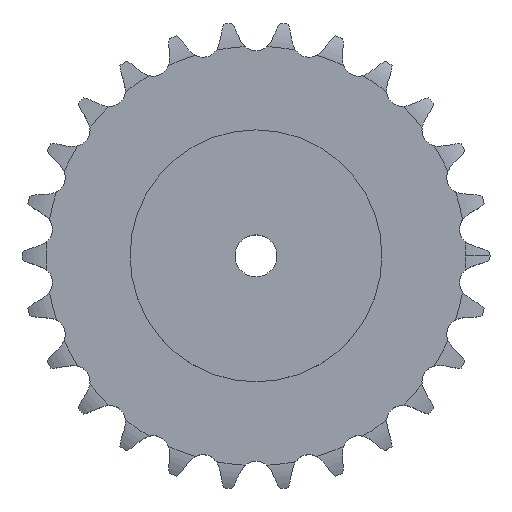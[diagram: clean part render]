
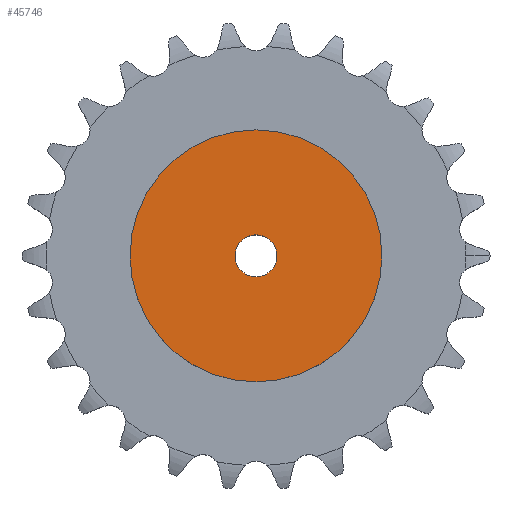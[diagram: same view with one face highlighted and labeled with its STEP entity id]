
A CAD part, top view. The second image highlights one B-rep face of the part: STEP entity #45746.
In plain terms, the highlighted planar face has unit normal (0, 0, 1).
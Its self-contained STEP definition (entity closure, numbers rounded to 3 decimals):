
#24528 = CYLINDRICAL_SURFACE('',#24529,12.5);
#24529 = AXIS2_PLACEMENT_3D('',#24530,#24531,#24532);
#24530 = CARTESIAN_POINT('',(0.,0.,429.479));
#24531 = DIRECTION('',(0.,0.,1.));
#24532 = DIRECTION('',(1.,0.,0.));
#31300 = EDGE_CURVE('',#31301,#31301,#31303,.T.);
#31301 = VERTEX_POINT('',#31302);
#31302 = CARTESIAN_POINT('',(12.5,0.,80.));
#31303 = SURFACE_CURVE('',#31304,(#31309,#31316),.PCURVE_S1.);
#31304 = CIRCLE('',#31305,12.5);
#31305 = AXIS2_PLACEMENT_3D('',#31306,#31307,#31308);
#31306 = CARTESIAN_POINT('',(0.,0.,80.));
#31307 = DIRECTION('',(0.,0.,1.));
#31308 = DIRECTION('',(1.,0.,0.));
#31309 = PCURVE('',#24528,#31310);
#31310 = DEFINITIONAL_REPRESENTATION('',(#31311),#31315);
#31311 = LINE('',#31312,#31313);
#31312 = CARTESIAN_POINT('',(0.,-349.479));
#31313 = VECTOR('',#31314,1.);
#31314 = DIRECTION('',(1.,0.));
#31315 = ( GEOMETRIC_REPRESENTATION_CONTEXT(2) 
PARAMETRIC_REPRESENTATION_CONTEXT() REPRESENTATION_CONTEXT('2D SPACE',''
  ) );
#31316 = PCURVE('',#31317,#31322);
#31317 = PLANE('',#31318);
#31318 = AXIS2_PLACEMENT_3D('',#31319,#31320,#31321);
#31319 = CARTESIAN_POINT('',(0.,0.,80.)
  );
#31320 = DIRECTION('',(0.,0.,1.));
#31321 = DIRECTION('',(1.,0.,0.));
#31322 = DEFINITIONAL_REPRESENTATION('',(#31323),#31327);
#31323 = CIRCLE('',#31324,12.5);
#31324 = AXIS2_PLACEMENT_2D('',#31325,#31326);
#31325 = CARTESIAN_POINT('',(0.,0.));
#31326 = DIRECTION('',(1.,0.));
#31327 = ( GEOMETRIC_REPRESENTATION_CONTEXT(2) 
PARAMETRIC_REPRESENTATION_CONTEXT() REPRESENTATION_CONTEXT('2D SPACE',''
  ) );
#45746 = ADVANCED_FACE('',(#45747,#45778),#31317,.T.);
#45747 = FACE_BOUND('',#45748,.T.);
#45748 = EDGE_LOOP('',(#45749));
#45749 = ORIENTED_EDGE('',*,*,#45750,.T.);
#45750 = EDGE_CURVE('',#45751,#45751,#45753,.T.);
#45751 = VERTEX_POINT('',#45752);
#45752 = CARTESIAN_POINT('',(75.,0.,80.));
#45753 = SURFACE_CURVE('',#45754,(#45759,#45766),.PCURVE_S1.);
#45754 = CIRCLE('',#45755,75.);
#45755 = AXIS2_PLACEMENT_3D('',#45756,#45757,#45758);
#45756 = CARTESIAN_POINT('',(0.,0.,80.));
#45757 = DIRECTION('',(0.,0.,1.));
#45758 = DIRECTION('',(1.,0.,0.));
#45759 = PCURVE('',#31317,#45760);
#45760 = DEFINITIONAL_REPRESENTATION('',(#45761),#45765);
#45761 = CIRCLE('',#45762,75.);
#45762 = AXIS2_PLACEMENT_2D('',#45763,#45764);
#45763 = CARTESIAN_POINT('',(0.,0.));
#45764 = DIRECTION('',(1.,0.));
#45765 = ( GEOMETRIC_REPRESENTATION_CONTEXT(2) 
PARAMETRIC_REPRESENTATION_CONTEXT() REPRESENTATION_CONTEXT('2D SPACE',''
  ) );
#45766 = PCURVE('',#45767,#45772);
#45767 = CYLINDRICAL_SURFACE('',#45768,75.);
#45768 = AXIS2_PLACEMENT_3D('',#45769,#45770,#45771);
#45769 = CARTESIAN_POINT('',(0.,0.,0.));
#45770 = DIRECTION('',(-0.,-0.,-1.));
#45771 = DIRECTION('',(1.,0.,0.));
#45772 = DEFINITIONAL_REPRESENTATION('',(#45773),#45777);
#45773 = LINE('',#45774,#45775);
#45774 = CARTESIAN_POINT('',(-0.,-80.));
#45775 = VECTOR('',#45776,1.);
#45776 = DIRECTION('',(-1.,0.));
#45777 = ( GEOMETRIC_REPRESENTATION_CONTEXT(2) 
PARAMETRIC_REPRESENTATION_CONTEXT() REPRESENTATION_CONTEXT('2D SPACE',''
  ) );
#45778 = FACE_BOUND('',#45779,.T.);
#45779 = EDGE_LOOP('',(#45780));
#45780 = ORIENTED_EDGE('',*,*,#31300,.F.);
